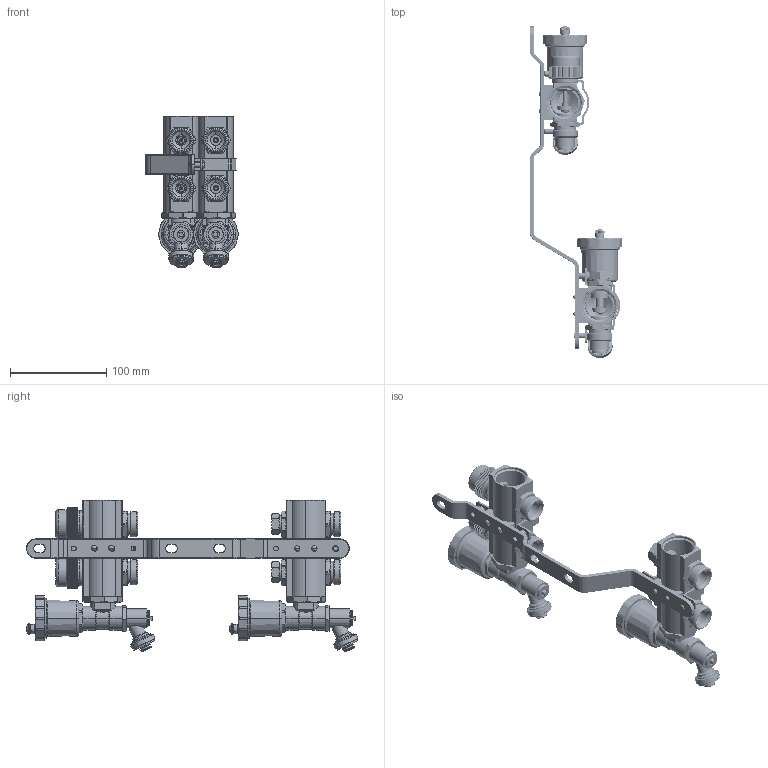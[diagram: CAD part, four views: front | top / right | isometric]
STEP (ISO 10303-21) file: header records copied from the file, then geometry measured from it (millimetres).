
FILE_DESCRIPTION (( 'STEP AP203' ), '1' );
FILE_NAME ('6341257.STEP', '2023-11-16T23:48:06', ( 'ASUS' ), ( '' ), 'SwSTEP 2.0', 'SolidWorks 2015', '' );
FILE_SCHEMA (( 'CONFIG_CONTROL_DESIGN' ));
Length unit declared in the file: millimetre
Products named in the file (58): 623305061; 6344031; 612203010S; O型圈10X2-ON022E; 602203030ѹñ; 63412571; 634905030R; 614003021; 634403040; 634403050; 353605020G; TN0905.7X3菜蹋; 623305070; 18.5; 614003011; 618803029; 614003031G; 634403011; 6140034; 62331; 苤菜え; O型圈11.7x1.9; 634805040; O型圈  14x3; 602203070粟銅; 611803025; ON050  17.5X2.2; ON045EX  O型圈17.2X2.4; 634403031; 60220324; 611803095; 綻祧菜-15.8x1-DH330; 623305090; O型圈27X3.5   ON271; ON157E  O型圈3x3; 634403090; 錨璃1; NBR-14x4.2x3-DN190; 619235059; 634403060 ...
Assembly tree (73 placements, depth 4):
  6341257
    63402571
      634025010R
      619235059  x2
      ON050  17.5X2.2
      O型圈  14x3
      6344031  x2
        634403011
        634403031
        634403060
        苤菜え
        611803025
        611803055
        634403090
        634403040
        634403050
        ON045EX  O型圈17.2X2.4
        O型圈11.7x1.9
        O型圈3.5x2.3
        ON157E  O型圈3x3
        611803095
      613303040  x2
    63412571
      634025010R
      619235059  x2
      ON050  17.5X2.2
      O型圈  14x3
      6140034  x2
        614003011
        614003021
        614003031G
        O型圈10X2-ON022E
        ON045EX  O型圈17.2X2.4
        NBR-14x4.2x3-DN190
        綻祧菜-15.8x1-DH330
    6362050
      634905030R  x2
      634805040  x2
      M6X12X15.5坋趼攫芛蹟隊  x4
      354505011R
    6413050  x2
      641305010S
      353605020G
      O型圈27X3.5   ON271
      62331
        623305050
        623305061
        623305070
        623305090
        18.5
        13.5
        錨璃1
      60220324
        612203010S
        618803029
        602203030ѹñ
        602203060
        602203070粟銅
        TN0905.7X3菜蹋
        602203050
Bounding box: 95.84 x 344.74 x 157.7 mm (x, y, z)
Volume: 322403.2 mm3; surface area: 255141.2 mm2
Topology: 103 solids, 103 shells, 3257 faces, 7781 edges, 4856 vertices
Faces by surface type: cylinder 1243, plane 1156, cone 604, torus 196, bspline 46, sphere 12
Entity records: 63394 total; most frequent: CARTESIAN_POINT 19031, DIRECTION 8231, ORIENTED_EDGE 7688, EDGE_CURVE 3844, AXIS2_PLACEMENT_3D 3280, VERTEX_POINT 2404, EDGE_LOOP 1776, LINE 1671
